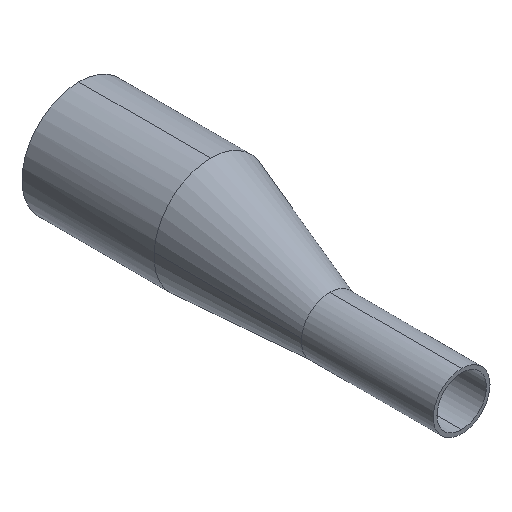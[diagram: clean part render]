
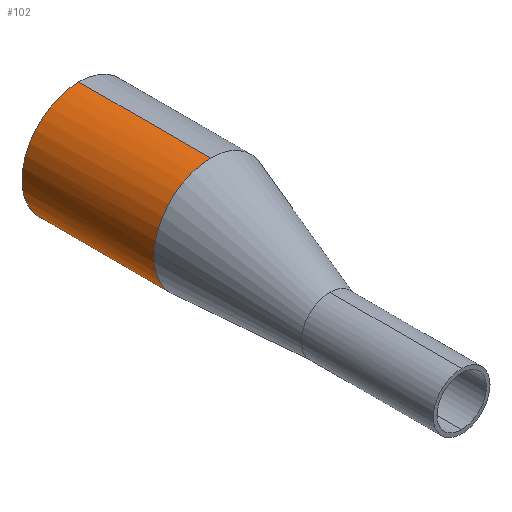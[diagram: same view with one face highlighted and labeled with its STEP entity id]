
A CAD part, isometric view. The second image highlights one B-rep face of the part: STEP entity #102.
In plain terms, the highlighted cylindrical face has radius 25.4 mm (diameter 50.8 mm), a partial arc.
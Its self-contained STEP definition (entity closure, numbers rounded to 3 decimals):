
#73 = CIRCLE ( 'NONE', #564, 25.4 ) ;
#74 = CARTESIAN_POINT ( 'NONE',  ( 12.7, 125.1, 0. ) ) ;
#88 = EDGE_CURVE ( 'NONE', #772, #211, #905, .T. ) ;
#102 = ADVANCED_FACE ( 'NONE', ( #927 ), #825, .T. ) ;
#106 = DIRECTION ( 'NONE',  ( 0., 0., 1. ) ) ;
#157 = DIRECTION ( 'NONE',  ( 0., 0., -1. ) ) ;
#186 = AXIS2_PLACEMENT_3D ( 'NONE', #258, #817, #106 ) ;
#207 = CIRCLE ( 'NONE', #186, 25.4 ) ;
#211 = VERTEX_POINT ( 'NONE', #590 ) ;
#216 = ORIENTED_EDGE ( 'NONE', *, *, #88, .T. ) ;
#230 = VECTOR ( 'NONE', #495, 1000. ) ;
#235 = EDGE_LOOP ( 'NONE', ( #988, #322, #567, #216, #439 ) ) ;
#258 = CARTESIAN_POINT ( 'NONE',  ( 12.7, 66., 0. ) ) ;
#265 = CARTESIAN_POINT ( 'NONE',  ( 12.7, 125.1, 25.4 ) ) ;
#289 = DIRECTION ( 'NONE',  ( 0., -1., 0. ) ) ;
#300 = CARTESIAN_POINT ( 'NONE',  ( 12.7, 66., 25.4 ) ) ;
#322 = ORIENTED_EDGE ( 'NONE', *, *, #870, .F. ) ;
#345 = EDGE_CURVE ( 'NONE', #211, #946, #207, .T. ) ;
#366 = DIRECTION ( 'NONE',  ( 0., 0., 1. ) ) ;
#394 = EDGE_CURVE ( 'NONE', #444, #946, #405, .T. ) ;
#405 = LINE ( 'NONE', #950, #230 ) ;
#419 = CARTESIAN_POINT ( 'NONE',  ( 12.7, 125.1, -25.4 ) ) ;
#439 = ORIENTED_EDGE ( 'NONE', *, *, #345, .T. ) ;
#444 = VERTEX_POINT ( 'NONE', #265 ) ;
#451 = DIRECTION ( 'NONE',  ( 0., 1., 0. ) ) ;
#495 = DIRECTION ( 'NONE',  ( 0., -1., 0. ) ) ;
#496 = EDGE_CURVE ( 'NONE', #851, #772, #724, .T. ) ;
#564 = AXIS2_PLACEMENT_3D ( 'NONE', #711, #779, #929 ) ;
#567 = ORIENTED_EDGE ( 'NONE', *, *, #496, .T. ) ;
#590 = CARTESIAN_POINT ( 'NONE',  ( -12.658, 66., 1.467 ) ) ;
#642 = AXIS2_PLACEMENT_3D ( 'NONE', #74, #289, #157 ) ;
#703 = CARTESIAN_POINT ( 'NONE',  ( 12.7, 125.1, -25.4 ) ) ;
#704 = CARTESIAN_POINT ( 'NONE',  ( 12.7, 66., 0. ) ) ;
#711 = CARTESIAN_POINT ( 'NONE',  ( 12.7, 125.1, 0. ) ) ;
#724 = LINE ( 'NONE', #419, #803 ) ;
#772 = VERTEX_POINT ( 'NONE', #861 ) ;
#779 = DIRECTION ( 'NONE',  ( 0., 1., 0. ) ) ;
#803 = VECTOR ( 'NONE', #884, 1000. ) ;
#817 = DIRECTION ( 'NONE',  ( 0., 1., 0. ) ) ;
#825 = CYLINDRICAL_SURFACE ( 'NONE', #642, 25.4 ) ;
#851 = VERTEX_POINT ( 'NONE', #703 ) ;
#861 = CARTESIAN_POINT ( 'NONE',  ( 12.7, 66., -25.4 ) ) ;
#870 = EDGE_CURVE ( 'NONE', #851, #444, #73, .T. ) ;
#884 = DIRECTION ( 'NONE',  ( 0., -1., 0. ) ) ;
#905 = CIRCLE ( 'NONE', #916, 25.4 ) ;
#916 = AXIS2_PLACEMENT_3D ( 'NONE', #704, #451, #366 ) ;
#927 = FACE_OUTER_BOUND ( 'NONE', #235, .T. ) ;
#929 = DIRECTION ( 'NONE',  ( 0., 0., 1. ) ) ;
#946 = VERTEX_POINT ( 'NONE', #300 ) ;
#950 = CARTESIAN_POINT ( 'NONE',  ( 12.7, 125.1, 25.4 ) ) ;
#988 = ORIENTED_EDGE ( 'NONE', *, *, #394, .F. ) ;
